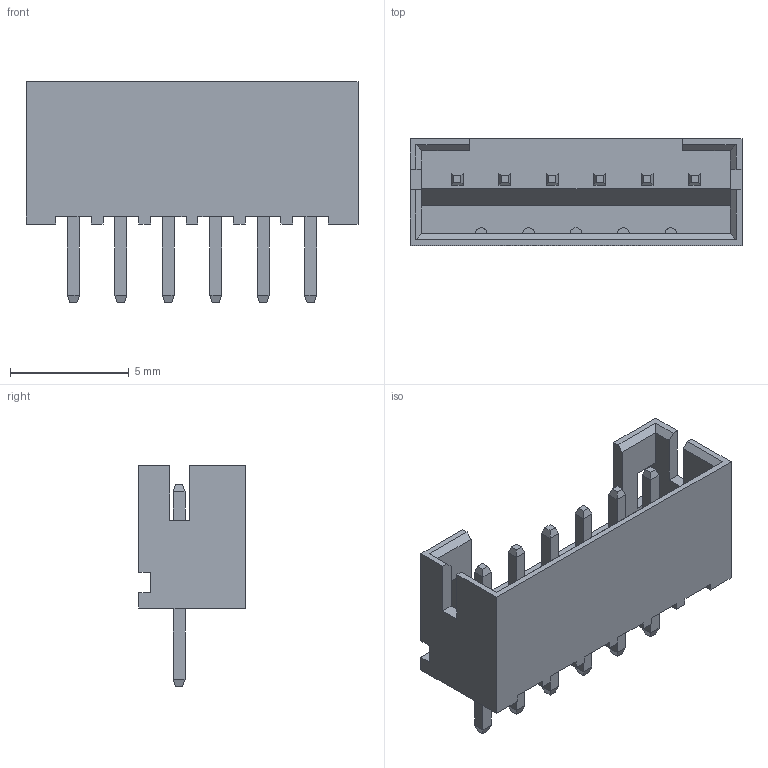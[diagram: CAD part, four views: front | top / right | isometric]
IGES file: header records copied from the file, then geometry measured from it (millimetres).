
Start section:  PTC IGES file: js-1125-06.igs
Global section: file name: js-1125-06.igs; native system: Pro/ENGINEER by Parametric Technology Corporation; preprocessor: 2008490; author: CS-User; organization: Unknown; date: 20141027.100653; units: millimetre
Bounding box: 14 x 4.51 x 9.3 mm (x, y, z)
Surface area: 559.2 mm2 (no closed solid volume)
Topology: 0 solids, 0 shells, 223 faces, 1084 edges, 1084 vertices
Faces by surface type: bspline 218, revolution 5
